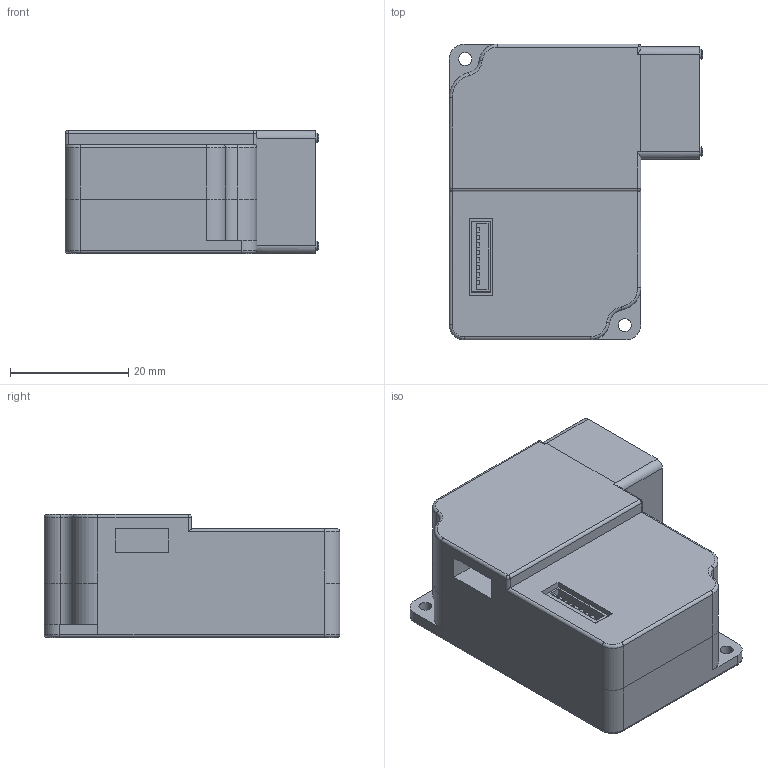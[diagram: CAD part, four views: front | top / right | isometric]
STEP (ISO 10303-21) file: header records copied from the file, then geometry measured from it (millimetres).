
FILE_DESCRIPTION (( 'STEP AP214' ), '1' );
FILE_NAME ('SRAQ-D681-B_3D.STEP', '2022-04-08T17:03:53', ( '' ), ( '' ), 'SwSTEP 2.0', 'SolidWorks 2021', '' );
FILE_SCHEMA (( 'AUTOMOTIVE_DESIGN' ));
Length unit declared in the file: inch
Products named in the file (1): SRAQ-D681-B_3D
Bounding box: 42.9 x 50 x 20.8 mm (x, y, z)
Volume: 33461.7 mm3; surface area: 8645 mm2
Topology: 9 solids, 9 shells, 229 faces, 556 edges, 353 vertices
Faces by surface type: plane 138, cylinder 71, torus 10, sphere 8, bspline 2
Entity records: 9344 total; most frequent: CARTESIAN_POINT 1243, DIRECTION 1183, ORIENTED_EDGE 1104, EDGE_CURVE 552, AXIS2_PLACEMENT_3D 413, LINE 357, VECTOR 357, VERTEX_POINT 353
